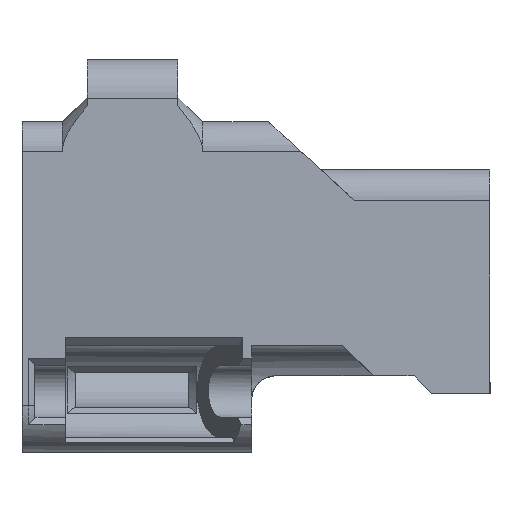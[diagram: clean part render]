
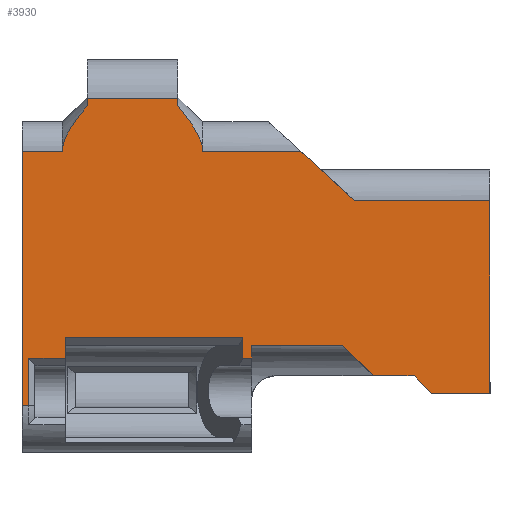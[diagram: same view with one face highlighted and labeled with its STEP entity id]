
A CAD part, left-side view. The second image highlights one B-rep face of the part: STEP entity #3930.
In plain terms, the highlighted planar face has unit normal (-1, 0, 0).
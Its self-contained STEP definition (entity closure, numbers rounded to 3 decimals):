
#47=(
BOUNDED_CURVE()
B_SPLINE_CURVE(2,(#5713,#5714,#5715),.UNSPECIFIED.,.F.,.F.)
B_SPLINE_CURVE_WITH_KNOTS((3,3),(0.,0.339),
 .UNSPECIFIED.)
CURVE()
GEOMETRIC_REPRESENTATION_ITEM()
RATIONAL_B_SPLINE_CURVE((1.,1.192,1.))
REPRESENTATION_ITEM('')
);
#48=(
BOUNDED_CURVE()
B_SPLINE_CURVE(2,(#5744,#5745,#5746),.UNSPECIFIED.,.F.,.F.)
B_SPLINE_CURVE_WITH_KNOTS((3,3),(0.339,0.678),
 .UNSPECIFIED.)
CURVE()
GEOMETRIC_REPRESENTATION_ITEM()
RATIONAL_B_SPLINE_CURVE((1.,1.192,1.))
REPRESENTATION_ITEM('')
);
#145=PLANE('',#4211);
#320=FACE_OUTER_BOUND('',#529,.T.);
#529=EDGE_LOOP('',(#3105,#3106,#3107,#3108,#3109,#3110,#3111,#3112,#3113,
#3114,#3115,#3116,#3117,#3118,#3119,#3120,#3121,#3122,#3123,#3124,#3125,
#3126,#3127,#3128));
#675=LINE('',#5545,#1108);
#692=LINE('',#5580,#1125);
#694=LINE('',#5588,#1127);
#730=LINE('',#5710,#1163);
#731=LINE('',#5719,#1164);
#740=LINE('',#5741,#1173);
#743=LINE('',#5755,#1176);
#748=LINE('',#5770,#1181);
#752=LINE('',#5788,#1185);
#758=LINE('',#5806,#1191);
#763=LINE('',#5815,#1196);
#771=LINE('',#5834,#1204);
#773=LINE('',#5839,#1206);
#776=LINE('',#5845,#1209);
#785=LINE('',#5865,#1218);
#787=LINE('',#5869,#1220);
#846=LINE('',#6037,#1279);
#854=LINE('',#6067,#1287);
#858=LINE('',#6074,#1291);
#859=LINE('',#6075,#1292);
#860=LINE('',#6076,#1293);
#861=LINE('',#6077,#1294);
#1108=VECTOR('',#4443,10.);
#1125=VECTOR('',#4470,10.);
#1127=VECTOR('',#4476,10.);
#1163=VECTOR('',#4564,10.);
#1164=VECTOR('',#4571,10.);
#1173=VECTOR('',#4590,10.);
#1176=VECTOR('',#4601,10.);
#1181=VECTOR('',#4612,10.);
#1185=VECTOR('',#4622,10.);
#1191=VECTOR('',#4636,10.);
#1196=VECTOR('',#4643,10.);
#1204=VECTOR('',#4657,10.);
#1206=VECTOR('',#4661,10.);
#1209=VECTOR('',#4666,10.);
#1218=VECTOR('',#4681,10.);
#1220=VECTOR('',#4685,10.);
#1279=VECTOR('',#4858,10.);
#1287=VECTOR('',#4894,10.);
#1291=VECTOR('',#4900,10.);
#1292=VECTOR('',#4901,10.);
#1293=VECTOR('',#4902,10.);
#1294=VECTOR('',#4903,10.);
#1671=VERTEX_POINT('',#5542);
#1672=VERTEX_POINT('',#5544);
#1683=VERTEX_POINT('',#5574);
#1685=VERTEX_POINT('',#5578);
#1688=VERTEX_POINT('',#5585);
#1689=VERTEX_POINT('',#5587);
#1719=VERTEX_POINT('',#5708);
#1720=VERTEX_POINT('',#5712);
#1721=VERTEX_POINT('',#5718);
#1729=VERTEX_POINT('',#5739);
#1730=VERTEX_POINT('',#5743);
#1733=VERTEX_POINT('',#5753);
#1740=VERTEX_POINT('',#5768);
#1745=VERTEX_POINT('',#5786);
#1753=VERTEX_POINT('',#5804);
#1756=VERTEX_POINT('',#5813);
#1764=VERTEX_POINT('',#5832);
#1765=VERTEX_POINT('',#5836);
#1768=VERTEX_POINT('',#5843);
#1776=VERTEX_POINT('',#5863);
#1777=VERTEX_POINT('',#5867);
#1820=VERTEX_POINT('',#6036);
#1827=VERTEX_POINT('',#6064);
#1828=VERTEX_POINT('',#6066);
#2058=EDGE_CURVE('',#1672,#1671,#675,.T.);
#2076=EDGE_CURVE('',#1685,#1683,#692,.T.);
#2079=EDGE_CURVE('',#1688,#1689,#694,.T.);
#2130=EDGE_CURVE('',#1719,#1671,#730,.T.);
#2131=EDGE_CURVE('',#1672,#1720,#47,.T.);
#2133=EDGE_CURVE('',#1720,#1721,#731,.T.);
#2144=EDGE_CURVE('',#1719,#1729,#740,.T.);
#2145=EDGE_CURVE('',#1730,#1729,#48,.T.);
#2150=EDGE_CURVE('',#1733,#1730,#743,.T.);
#2157=EDGE_CURVE('',#1740,#1733,#748,.T.);
#2164=EDGE_CURVE('',#1740,#1745,#752,.T.);
#2173=EDGE_CURVE('',#1745,#1753,#758,.T.);
#2178=EDGE_CURVE('',#1753,#1756,#763,.T.);
#2188=EDGE_CURVE('',#1764,#1756,#771,.T.);
#2190=EDGE_CURVE('',#1764,#1765,#773,.T.);
#2193=EDGE_CURVE('',#1768,#1765,#776,.T.);
#2204=EDGE_CURVE('',#1768,#1776,#785,.T.);
#2206=EDGE_CURVE('',#1689,#1777,#787,.T.);
#2286=EDGE_CURVE('',#1820,#1721,#846,.T.);
#2301=EDGE_CURVE('',#1828,#1827,#854,.F.);
#2305=EDGE_CURVE('',#1777,#1776,#858,.T.);
#2306=EDGE_CURVE('',#1683,#1688,#859,.T.);
#2307=EDGE_CURVE('',#1828,#1685,#860,.T.);
#2308=EDGE_CURVE('',#1827,#1820,#861,.T.);
#3105=ORIENTED_EDGE('',*,*,#2286,.T.);
#3106=ORIENTED_EDGE('',*,*,#2133,.F.);
#3107=ORIENTED_EDGE('',*,*,#2131,.F.);
#3108=ORIENTED_EDGE('',*,*,#2058,.T.);
#3109=ORIENTED_EDGE('',*,*,#2130,.F.);
#3110=ORIENTED_EDGE('',*,*,#2144,.T.);
#3111=ORIENTED_EDGE('',*,*,#2145,.F.);
#3112=ORIENTED_EDGE('',*,*,#2150,.F.);
#3113=ORIENTED_EDGE('',*,*,#2157,.F.);
#3114=ORIENTED_EDGE('',*,*,#2164,.T.);
#3115=ORIENTED_EDGE('',*,*,#2173,.T.);
#3116=ORIENTED_EDGE('',*,*,#2178,.T.);
#3117=ORIENTED_EDGE('',*,*,#2188,.F.);
#3118=ORIENTED_EDGE('',*,*,#2190,.T.);
#3119=ORIENTED_EDGE('',*,*,#2193,.F.);
#3120=ORIENTED_EDGE('',*,*,#2204,.T.);
#3121=ORIENTED_EDGE('',*,*,#2305,.F.);
#3122=ORIENTED_EDGE('',*,*,#2206,.F.);
#3123=ORIENTED_EDGE('',*,*,#2079,.F.);
#3124=ORIENTED_EDGE('',*,*,#2306,.F.);
#3125=ORIENTED_EDGE('',*,*,#2076,.F.);
#3126=ORIENTED_EDGE('',*,*,#2307,.F.);
#3127=ORIENTED_EDGE('',*,*,#2301,.T.);
#3128=ORIENTED_EDGE('',*,*,#2308,.T.);
#3930=ADVANCED_FACE('',(#320),#145,.F.);
#4211=AXIS2_PLACEMENT_3D('',#6073,#4898,#4899);
#4443=DIRECTION('',(0.,0.,1.));
#4470=DIRECTION('',(0.,0.707,0.707));
#4476=DIRECTION('',(0.,0.707,0.707));
#4564=DIRECTION('',(0.,-1.,0.));
#4571=DIRECTION('',(0.,-1.,0.));
#4590=DIRECTION('',(0.,0.,-1.));
#4601=DIRECTION('',(0.,-1.,0.));
#4612=DIRECTION('',(0.,0.,1.));
#4622=DIRECTION('',(0.,-1.,0.));
#4636=DIRECTION('',(0.,0.,1.));
#4643=DIRECTION('',(0.,-1.,0.));
#4657=DIRECTION('',(0.,0.,-1.));
#4661=DIRECTION('',(0.,-1.,0.));
#4666=DIRECTION('',(0.,0.,1.));
#4681=DIRECTION('',(0.,-1.,0.));
#4685=DIRECTION('',(0.,1.,0.));
#4858=DIRECTION('',(0.,0.739,0.674));
#4894=DIRECTION('',(0.,0.,-1.));
#4898=DIRECTION('center_axis',(1.,0.,0.));
#4899=DIRECTION('ref_axis',(0.,-1.,0.));
#4900=DIRECTION('',(0.,0.,-1.));
#4901=DIRECTION('',(0.,1.,0.));
#4902=DIRECTION('',(0.,1.,0.));
#4903=DIRECTION('',(0.,1.,0.));
#5542=CARTESIAN_POINT('',(-122.009,16.026,64.44));
#5544=CARTESIAN_POINT('',(-122.009,16.026,63.979));
#5545=CARTESIAN_POINT('',(-122.009,16.026,57.97));
#5574=CARTESIAN_POINT('',(-122.009,0.833,46.625));
#5578=CARTESIAN_POINT('',(-122.009,-0.29,45.502));
#5580=CARTESIAN_POINT('',(-122.009,6.715,52.507));
#5585=CARTESIAN_POINT('',(-122.009,3.465,46.625));
#5587=CARTESIAN_POINT('',(-122.009,5.415,48.575));
#5588=CARTESIAN_POINT('',(-122.009,9.748,52.908));
#5708=CARTESIAN_POINT('',(-122.009,21.826,64.44));
#5710=CARTESIAN_POINT('',(-122.009,20.704,64.44));
#5712=CARTESIAN_POINT('',(-122.009,14.426,61.04));
#5713=CARTESIAN_POINT('Ctrl Pts',(-122.009,16.026,63.979));
#5714=CARTESIAN_POINT('Ctrl Pts',(-122.009,14.426,62.074));
#5715=CARTESIAN_POINT('Ctrl Pts',(-122.009,14.426,61.04));
#5718=CARTESIAN_POINT('',(-122.009,8.104,61.04));
#5719=CARTESIAN_POINT('',(-122.009,25.675,61.04));
#5739=CARTESIAN_POINT('',(-122.009,21.826,63.979));
#5741=CARTESIAN_POINT('',(-122.009,21.826,58.644));
#5743=CARTESIAN_POINT('',(-122.009,23.426,61.04));
#5744=CARTESIAN_POINT('Ctrl Pts',(-122.009,23.426,61.04));
#5745=CARTESIAN_POINT('Ctrl Pts',(-122.009,23.426,62.074));
#5746=CARTESIAN_POINT('Ctrl Pts',(-122.009,21.826,63.979));
#5753=CARTESIAN_POINT('',(-122.009,26.026,61.04));
#5755=CARTESIAN_POINT('',(-122.009,25.675,61.04));
#5768=CARTESIAN_POINT('',(-122.009,26.026,44.719));
#5770=CARTESIAN_POINT('',(-122.009,26.026,49.932));
#5786=CARTESIAN_POINT('',(-122.009,25.592,44.719));
#5788=CARTESIAN_POINT('',(-122.009,22.002,44.719));
#5804=CARTESIAN_POINT('',(-122.009,25.592,47.775));
#5806=CARTESIAN_POINT('',(-122.009,25.592,46.928));
#5813=CARTESIAN_POINT('',(-122.009,23.238,47.775));
#5815=CARTESIAN_POINT('',(-122.009,25.483,47.775));
#5832=CARTESIAN_POINT('',(-122.009,23.238,49.075));
#5834=CARTESIAN_POINT('',(-122.009,23.238,45.98));
#5836=CARTESIAN_POINT('',(-122.009,11.844,49.075));
#5839=CARTESIAN_POINT('',(-122.009,25.483,49.075));
#5843=CARTESIAN_POINT('',(-122.009,11.844,47.775));
#5845=CARTESIAN_POINT('',(-122.009,11.844,45.886));
#5863=CARTESIAN_POINT('',(-122.009,11.266,47.775));
#5865=CARTESIAN_POINT('',(-122.009,25.483,47.775));
#5867=CARTESIAN_POINT('',(-122.009,11.266,48.575));
#5869=CARTESIAN_POINT('',(-122.009,25.483,48.575));
#6036=CARTESIAN_POINT('',(-122.009,4.637,57.879));
#6037=CARTESIAN_POINT('',(-122.009,10.73,63.434));
#6064=CARTESIAN_POINT('',(-122.009,-4.04,57.879));
#6066=CARTESIAN_POINT('',(-122.009,-4.04,45.502));
#6067=CARTESIAN_POINT('',(-122.009,-4.04,50.044));
#6073=CARTESIAN_POINT('Origin',(-122.009,25.483,46.625));
#6074=CARTESIAN_POINT('',(-122.009,11.266,45.886));
#6075=CARTESIAN_POINT('',(-122.009,4.415,46.625));
#6076=CARTESIAN_POINT('',(-122.009,11.94,45.502));
#6077=CARTESIAN_POINT('',(-122.009,12.364,57.879));
